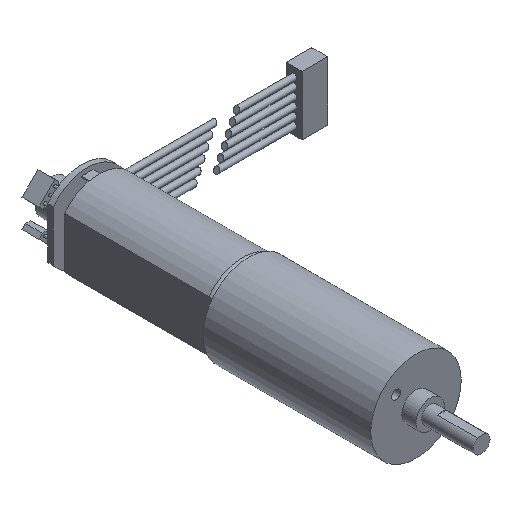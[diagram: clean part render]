
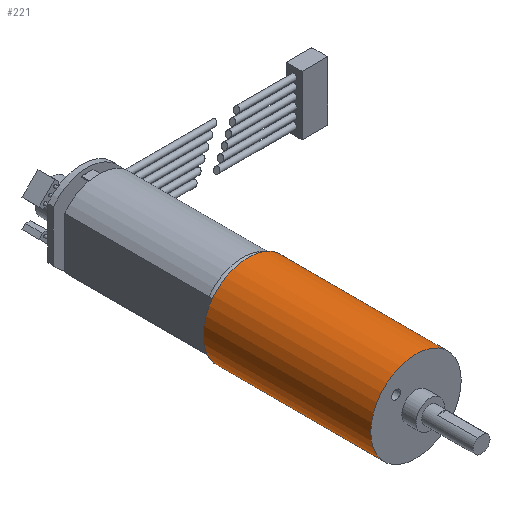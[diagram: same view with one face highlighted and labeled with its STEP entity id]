
A CAD part, isometric view. The second image highlights one B-rep face of the part: STEP entity #221.
In plain terms, the highlighted cylindrical face has radius 8 mm (diameter 16 mm), a full revolution.
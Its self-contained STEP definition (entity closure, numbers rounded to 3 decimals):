
#221 = ADVANCED_FACE( '', ( #527, #528 ), #529, .T. );
#527 = FACE_OUTER_BOUND( '', #889, .T. );
#528 = FACE_OUTER_BOUND( '', #890, .T. );
#529 = CYLINDRICAL_SURFACE( '', #891, 8. );
#889 = EDGE_LOOP( '', ( #1422 ) );
#890 = EDGE_LOOP( '', ( #1423 ) );
#891 = AXIS2_PLACEMENT_3D( '', #1424, #1425, #1426 );
#1422 = ORIENTED_EDGE( '', *, *, #1953, .F. );
#1423 = ORIENTED_EDGE( '', *, *, #1880, .T. );
#1424 = CARTESIAN_POINT( '', ( 0., 42.55, 0. ) );
#1425 = DIRECTION( '', ( 0., -1., 0. ) );
#1426 = DIRECTION( '', ( 0., 0., 1. ) );
#1880 = EDGE_CURVE( '', #2222, #2222, #2223, .T. );
#1953 = EDGE_CURVE( '', #2332, #2332, #2333, .T. );
#2222 = VERTEX_POINT( '', #2682 );
#2223 = CIRCLE( '', #2683, 8. );
#2332 = VERTEX_POINT( '', #2824 );
#2333 = CIRCLE( '', #2825, 8. );
#2682 = CARTESIAN_POINT( '', ( 0., 0., 8. ) );
#2683 = AXIS2_PLACEMENT_3D( '', #3126, #3127, #3128 );
#2824 = CARTESIAN_POINT( '', ( 0., 29.65, 8. ) );
#2825 = AXIS2_PLACEMENT_3D( '', #3209, #3210, #3211 );
#3126 = CARTESIAN_POINT( '', ( 0., 0., 0. ) );
#3127 = DIRECTION( '', ( 0., 1., 0. ) );
#3128 = DIRECTION( '', ( 0., 0., 1. ) );
#3209 = CARTESIAN_POINT( '', ( 0., 29.65, 0. ) );
#3210 = DIRECTION( '', ( 0., 1., 0. ) );
#3211 = DIRECTION( '', ( 0., 0., 1. ) );
